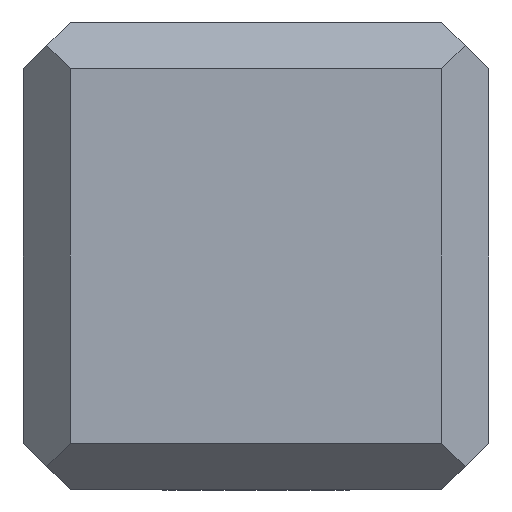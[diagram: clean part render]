
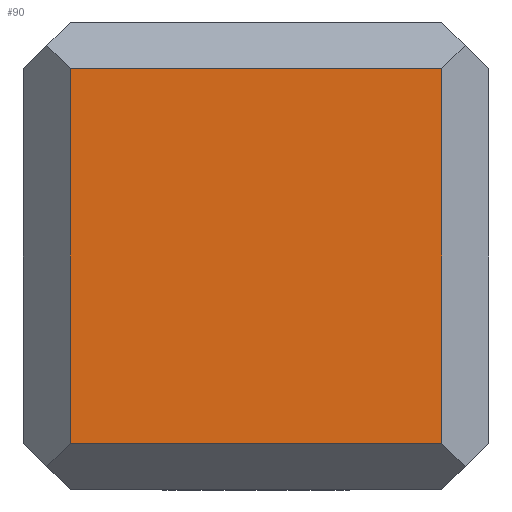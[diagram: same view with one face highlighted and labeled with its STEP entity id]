
A CAD part, left-side view. The second image highlights one B-rep face of the part: STEP entity #90.
In plain terms, the highlighted planar face has unit normal (-1, 0, 0).
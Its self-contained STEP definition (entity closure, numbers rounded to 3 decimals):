
#90=ADVANCED_FACE('',(#177),#178,.T.);
#177=FACE_OUTER_BOUND('',#256,.T.);
#178=PLANE('',#257);
#256=EDGE_LOOP('',(#453,#454,#455,#456));
#257=AXIS2_PLACEMENT_3D('',#457,#458,#459);
#453=ORIENTED_EDGE('',*,*,#547,.T.);
#454=ORIENTED_EDGE('',*,*,#559,.F.);
#455=ORIENTED_EDGE('',*,*,#529,.T.);
#456=ORIENTED_EDGE('',*,*,#537,.T.);
#457=CARTESIAN_POINT('',(-8.25,6.35,16.0));
#458=DIRECTION('',(-1.0,0.0,0.0));
#459=DIRECTION('',(0.0,0.0,1.0));
#529=EDGE_CURVE('',#648,#646,#649,.T.);
#537=EDGE_CURVE('',#646,#656,#658,.T.);
#547=EDGE_CURVE('',#656,#669,#671,.T.);
#559=EDGE_CURVE('',#648,#669,#683,.T.);
#646=VERTEX_POINT('',#803);
#648=VERTEX_POINT('',#806);
#649=LINE('',#807,#808);
#656=VERTEX_POINT('',#818);
#658=LINE('',#821,#822);
#669=VERTEX_POINT('',#838);
#671=LINE('',#841,#842);
#683=LINE('',#858,#859);
#803=CARTESIAN_POINT('',(-8.25,6.35,14.4));
#806=CARTESIAN_POINT('',(-8.25,-6.35,14.4));
#807=CARTESIAN_POINT('',(-8.25,-0.8,14.4));
#808=VECTOR('',#914,1.0);
#818=CARTESIAN_POINT('',(-8.25,6.35,1.6));
#821=CARTESIAN_POINT('',(-8.25,6.35,16.0));
#822=VECTOR('',#922,1.0);
#838=CARTESIAN_POINT('',(-8.25,-6.35,1.6));
#841=CARTESIAN_POINT('',(-8.25,-0.8,1.6));
#842=VECTOR('',#929,1.0);
#858=CARTESIAN_POINT('',(-8.25,-6.35,16.0));
#859=VECTOR('',#937,1.0);
#914=DIRECTION('',(0.0,1.0,0.0));
#922=DIRECTION('',(0.0,0.0,-1.0));
#929=DIRECTION('',(0.0,-1.0,0.0));
#937=DIRECTION('',(0.0,0.0,-1.0));
